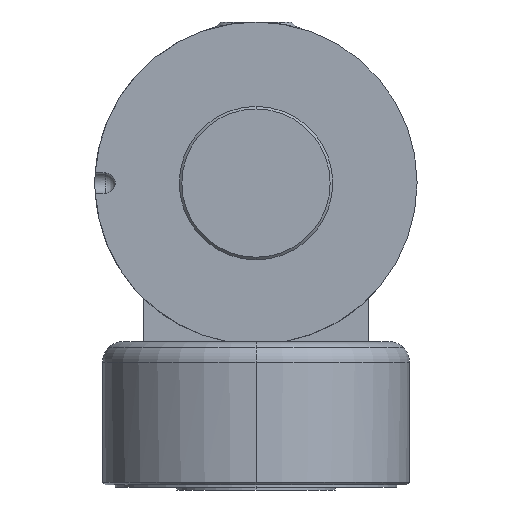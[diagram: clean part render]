
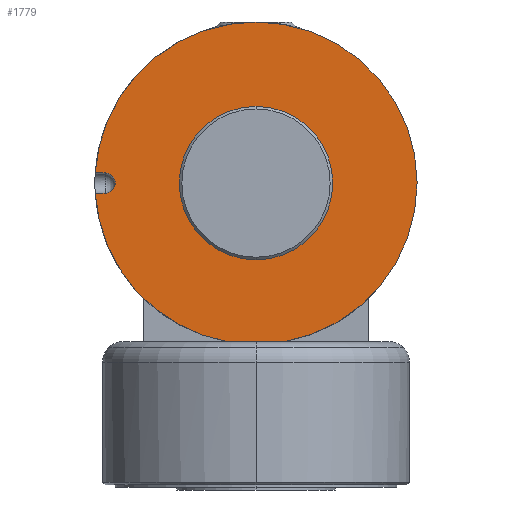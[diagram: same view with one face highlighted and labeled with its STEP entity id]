
A CAD part, front view. The second image highlights one B-rep face of the part: STEP entity #1779.
In plain terms, the highlighted planar face has unit normal (0, -1, 0).
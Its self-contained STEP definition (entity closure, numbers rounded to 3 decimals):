
#459=CARTESIAN_POINT('',(-29.5,-12.5,0.));
#460=DIRECTION('',(0.,1.,0.));
#461=DIRECTION('',(0.,0.,1.));
#462=AXIS2_PLACEMENT_3D('',#459,#460,#461);
#464=DIRECTION('',(1.,0.,0.));
#465=VECTOR('',#464,1.936);
#466=CARTESIAN_POINT('',(-31.436,-12.5,2.));
#467=LINE('',#466,#465);
#468=CARTESIAN_POINT('',(0.,-12.5,0.));
#469=DIRECTION('',(0.,-1.,0.));
#470=DIRECTION('',(0.,0.,1.));
#471=AXIS2_PLACEMENT_3D('',#468,#469,#470);
#473=CARTESIAN_POINT('',(0.,-12.5,0.));
#474=DIRECTION('',(0.,-1.,0.));
#475=DIRECTION('',(0.177,0.,-0.984));
#476=AXIS2_PLACEMENT_3D('',#473,#474,#475);
#478=DIRECTION('',(1.,0.,0.));
#479=VECTOR('',#478,11.18);
#480=CARTESIAN_POINT('',(-5.59,-12.5,-31.));
#481=LINE('',#480,#479);
#482=CARTESIAN_POINT('',(0.,-12.5,0.));
#483=DIRECTION('',(0.,-1.,0.));
#484=DIRECTION('',(-0.998,0.,-0.063));
#485=AXIS2_PLACEMENT_3D('',#482,#483,#484);
#487=DIRECTION('',(-1.,0.,0.));
#488=VECTOR('',#487,1.936);
#489=CARTESIAN_POINT('',(-29.5,-12.5,-2.));
#490=LINE('',#489,#488);
#491=CARTESIAN_POINT('',(0.,-12.5,0.));
#492=DIRECTION('',(0.,1.,0.));
#493=DIRECTION('',(0.,0.,-1.));
#494=AXIS2_PLACEMENT_3D('',#491,#492,#493);
#496=CARTESIAN_POINT('',(0.,-12.5,0.));
#497=DIRECTION('',(0.,1.,0.));
#498=DIRECTION('',(0.,0.,1.));
#499=AXIS2_PLACEMENT_3D('',#496,#497,#498);
#800=CARTESIAN_POINT('',(-29.5,-12.5,-2.));
#801=CARTESIAN_POINT('',(-31.436,-12.5,-2.));
#802=VERTEX_POINT('',#800);
#803=VERTEX_POINT('',#801);
#822=CARTESIAN_POINT('',(-29.5,-12.5,2.));
#823=VERTEX_POINT('',#822);
#830=CARTESIAN_POINT('',(-31.436,-12.5,2.));
#831=VERTEX_POINT('',#830);
#865=CARTESIAN_POINT('',(0.,-12.5,31.5));
#866=VERTEX_POINT('',#865);
#867=CARTESIAN_POINT('',(5.59,-12.5,-31.));
#868=VERTEX_POINT('',#867);
#871=CARTESIAN_POINT('',(-5.59,-12.5,-31.));
#872=VERTEX_POINT('',#871);
#889=CARTESIAN_POINT('',(0.,-12.5,15.));
#891=VERTEX_POINT('',#889);
#893=CARTESIAN_POINT('',(0.,-12.5,-15.));
#895=VERTEX_POINT('',#893);
#1757=CARTESIAN_POINT('',(-15.,-12.5,0.));
#1758=DIRECTION('',(0.,1.,0.));
#1759=DIRECTION('',(0.,0.,-1.));
#1760=AXIS2_PLACEMENT_3D('',#1757,#1758,#1759);
#1761=PLANE('',#1760);
#1763=ORIENTED_EDGE('',*,*,#1762,.F.);
#1765=ORIENTED_EDGE('',*,*,#1764,.F.);
#1766=ORIENTED_EDGE('',*,*,#1705,.F.);
#1767=ORIENTED_EDGE('',*,*,#1703,.F.);
#1768=ORIENTED_EDGE('',*,*,#1029,.F.);
#1769=ORIENTED_EDGE('',*,*,#1684,.F.);
#1770=ORIENTED_EDGE('',*,*,#1740,.F.);
#1771=EDGE_LOOP('',(#1763,#1765,#1766,#1767,#1768,#1769,#1770));
#1772=FACE_OUTER_BOUND('',#1771,.F.);
#1774=ORIENTED_EDGE('',*,*,#1773,.F.);
#1776=ORIENTED_EDGE('',*,*,#1775,.F.);
#1777=EDGE_LOOP('',(#1774,#1776));
#1778=FACE_BOUND('',#1777,.F.);
#463=CIRCLE('',#462,2.);
#472=CIRCLE('',#471,31.5);
#477=CIRCLE('',#476,31.5);
#486=CIRCLE('',#485,31.5);
#495=CIRCLE('',#494,15.);
#500=CIRCLE('',#499,15.);
#1029=EDGE_CURVE('',#872,#868,#481,.T.);
#1684=EDGE_CURVE('',#803,#872,#486,.T.);
#1703=EDGE_CURVE('',#868,#866,#477,.T.);
#1705=EDGE_CURVE('',#866,#831,#472,.T.);
#1740=EDGE_CURVE('',#802,#803,#490,.T.);
#1762=EDGE_CURVE('',#823,#802,#463,.T.);
#1764=EDGE_CURVE('',#831,#823,#467,.T.);
#1773=EDGE_CURVE('',#895,#891,#495,.T.);
#1775=EDGE_CURVE('',#891,#895,#500,.T.);
#1779=ADVANCED_FACE('',(#1772,#1778),#1761,.F.);
